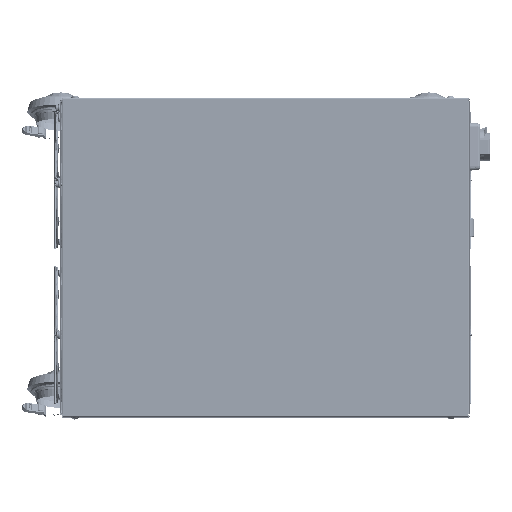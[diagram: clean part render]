
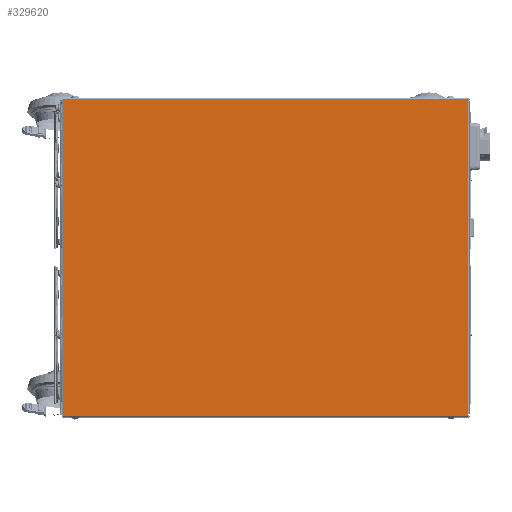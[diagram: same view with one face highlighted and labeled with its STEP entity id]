
A CAD part, top view. The second image highlights one B-rep face of the part: STEP entity #329620.
In plain terms, the highlighted planar face has unit normal (0, 0, 1).
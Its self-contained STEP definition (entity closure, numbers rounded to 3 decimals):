
#457 = LINE ( 'NONE', #159043, #215541 ) ;
#1639 = CARTESIAN_POINT ( 'NONE',  ( -8.573, -6.75, 15.229 ) ) ;
#5655 = DIRECTION ( 'NONE',  ( 0., -1., 0. ) ) ;
#14943 = VECTOR ( 'NONE', #35596, 39.37 ) ;
#18029 = CARTESIAN_POINT ( 'NONE',  ( -8.523, -6.76, 15.229 ) ) ;
#20148 = LINE ( 'NONE', #173014, #235269 ) ;
#28573 = DIRECTION ( 'NONE',  ( 0., 1., 0. ) ) ;
#35596 = DIRECTION ( 'NONE',  ( 0., 1., 0. ) ) ;
#35685 = CARTESIAN_POINT ( 'NONE',  ( 8.767, 6.75, 15.229 ) ) ;
#56740 = CARTESIAN_POINT ( 'NONE',  ( 8.767, -6.76, 15.229 ) ) ;
#61943 = ORIENTED_EDGE ( 'NONE', *, *, #336190, .F. ) ;
#65914 = DIRECTION ( 'NONE',  ( -1., 0., 0. ) ) ;
#74118 = CARTESIAN_POINT ( 'NONE',  ( -8.573, 6.75, 15.229 ) ) ;
#74428 = DIRECTION ( 'NONE',  ( 0., 1., 0. ) ) ;
#77846 = EDGE_CURVE ( 'NONE', #166284, #141270, #283842, .T. ) ;
#100972 = LINE ( 'NONE', #1639, #167040 ) ;
#115955 = CARTESIAN_POINT ( 'NONE',  ( -8.523, 6.75, 15.229 ) ) ;
#119257 = CARTESIAN_POINT ( 'NONE',  ( 8.767, -6.665, 15.229 ) ) ;
#126022 = LINE ( 'NONE', #74118, #200823 ) ;
#139064 = ORIENTED_EDGE ( 'NONE', *, *, #77846, .T. ) ;
#141270 = VERTEX_POINT ( 'NONE', #141562 ) ;
#141562 = CARTESIAN_POINT ( 'NONE',  ( -8.523, -6.75, 15.229 ) ) ;
#145484 = CARTESIAN_POINT ( 'NONE',  ( -8.523, -6.76, 15.229 ) ) ;
#147132 = CARTESIAN_POINT ( 'NONE',  ( -8.523, -6.76, 15.229 ) ) ;
#155769 = VECTOR ( 'NONE', #28573, 39.37 ) ;
#159043 = CARTESIAN_POINT ( 'NONE',  ( 8.767, -6.76, 15.229 ) ) ;
#166284 = VERTEX_POINT ( 'NONE', #336712 ) ;
#167040 = VECTOR ( 'NONE', #197975, 39.37 ) ;
#173014 = CARTESIAN_POINT ( 'NONE',  ( 8.767, -6.76, 15.229 ) ) ;
#176713 = VERTEX_POINT ( 'NONE', #266691 ) ;
#181302 = EDGE_CURVE ( 'NONE', #176713, #350902, #317812, .T. ) ;
#191611 = AXIS2_PLACEMENT_3D ( 'NONE', #257538, #234026, #65914 ) ;
#192398 = VERTEX_POINT ( 'NONE', #35685 ) ;
#195451 = ORIENTED_EDGE ( 'NONE', *, *, #335650, .F. ) ;
#197975 = DIRECTION ( 'NONE',  ( -1., 0., 0. ) ) ;
#200823 = VECTOR ( 'NONE', #241037, 39.37 ) ;
#205861 = PLANE ( 'NONE',  #191611 ) ;
#209082 = VECTOR ( 'NONE', #5655, 39.37 ) ;
#215541 = VECTOR ( 'NONE', #300278, 39.37 ) ;
#225945 = EDGE_LOOP ( 'NONE', ( #305321, #139064, #61943, #340910, #195451, #261765, #316171, #296826 ) ) ;
#234026 = DIRECTION ( 'NONE',  ( 0., 0., -1. ) ) ;
#234042 = EDGE_CURVE ( 'NONE', #192398, #360028, #20148, .T. ) ;
#235269 = VECTOR ( 'NONE', #312975, 39.37 ) ;
#241037 = DIRECTION ( 'NONE',  ( 1., 0., 0. ) ) ;
#257538 = CARTESIAN_POINT ( 'NONE',  ( -8.573, -6.76, 15.229 ) ) ;
#261765 = ORIENTED_EDGE ( 'NONE', *, *, #234042, .F. ) ;
#266691 = CARTESIAN_POINT ( 'NONE',  ( -8.523, 6.665, 15.229 ) ) ;
#283842 = LINE ( 'NONE', #145484, #209082 ) ;
#289697 = EDGE_CURVE ( 'NONE', #166284, #176713, #361901, .T. ) ;
#296826 = ORIENTED_EDGE ( 'NONE', *, *, #181302, .F. ) ;
#300278 = DIRECTION ( 'NONE',  ( 0., -1., 0. ) ) ;
#301750 = VERTEX_POINT ( 'NONE', #341475 ) ;
#305234 = LINE ( 'NONE', #56740, #155769 ) ;
#305321 = ORIENTED_EDGE ( 'NONE', *, *, #289697, .F. ) ;
#306586 = EDGE_CURVE ( 'NONE', #350902, #192398, #126022, .T. ) ;
#312975 = DIRECTION ( 'NONE',  ( 0., -1., 0. ) ) ;
#316171 = ORIENTED_EDGE ( 'NONE', *, *, #306586, .F. ) ;
#317812 = LINE ( 'NONE', #18029, #326619 ) ;
#326619 = VECTOR ( 'NONE', #74428, 39.37 ) ;
#329620 = ADVANCED_FACE ( 'NONE', ( #355566 ), #205861, .F. ) ;
#335650 = EDGE_CURVE ( 'NONE', #360028, #356907, #457, .T. ) ;
#336190 = EDGE_CURVE ( 'NONE', #301750, #141270, #100972, .T. ) ;
#336712 = CARTESIAN_POINT ( 'NONE',  ( -8.523, -6.665, 15.229 ) ) ;
#340910 = ORIENTED_EDGE ( 'NONE', *, *, #348618, .T. ) ;
#341475 = CARTESIAN_POINT ( 'NONE',  ( 8.767, -6.75, 15.229 ) ) ;
#348618 = EDGE_CURVE ( 'NONE', #301750, #356907, #305234, .T. ) ;
#350902 = VERTEX_POINT ( 'NONE', #115955 ) ;
#351444 = CARTESIAN_POINT ( 'NONE',  ( 8.767, 6.665, 15.229 ) ) ;
#355566 = FACE_OUTER_BOUND ( 'NONE', #225945, .T. ) ;
#356907 = VERTEX_POINT ( 'NONE', #119257 ) ;
#360028 = VERTEX_POINT ( 'NONE', #351444 ) ;
#361901 = LINE ( 'NONE', #147132, #14943 ) ;
